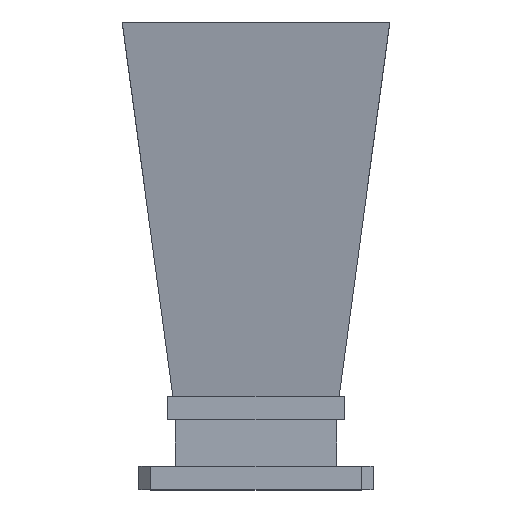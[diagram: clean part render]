
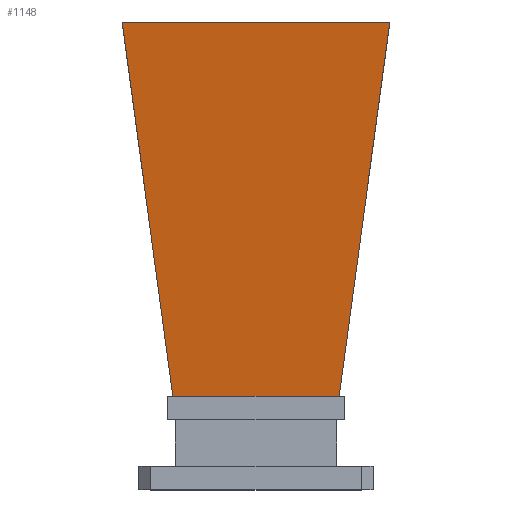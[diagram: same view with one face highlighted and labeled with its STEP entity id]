
A CAD part, top view. The second image highlights one B-rep face of the part: STEP entity #1148.
In plain terms, the highlighted planar face has unit normal (0, -0.143, 0.99).
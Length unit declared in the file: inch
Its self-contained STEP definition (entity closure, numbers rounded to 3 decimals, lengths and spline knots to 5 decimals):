
#46 = CARTESIAN_POINT ( 'NONE',  ( -0.95195, 0.72899, 0.53005 ) ) ;
#67 = LINE ( 'NONE', #46, #341 ) ;
#88 = VECTOR ( 'NONE', #974, 39.37008 ) ;
#145 = VERTEX_POINT ( 'NONE', #487 ) ;
#192 = CARTESIAN_POINT ( 'NONE',  ( 5.31147, 0.15, 0.44629 ) ) ;
#217 = EDGE_LOOP ( 'NONE', ( #908, #367, #764, #774 ) ) ;
#341 = VECTOR ( 'NONE', #592, 39.37008 ) ;
#367 = ORIENTED_EDGE ( 'NONE', *, *, #505, .T. ) ;
#448 = LINE ( 'NONE', #1557, #671 ) ;
#459 = LINE ( 'NONE', #1007, #1613 ) ;
#487 = CARTESIAN_POINT ( 'NONE',  ( -1.42709, 4.23329, 1.037 ) ) ;
#505 = EDGE_CURVE ( 'NONE', #145, #1612, #67, .T. ) ;
#528 = EDGE_CURVE ( 'NONE', #724, #1152, #459, .T. ) ;
#592 = DIRECTION ( 'NONE',  ( 0.133, -0.981, -0.142 ) ) ;
#665 = AXIS2_PLACEMENT_3D ( 'NONE', #192, #1407, #734 ) ;
#671 = VECTOR ( 'NONE', #995, 39.37008 ) ;
#724 = VERTEX_POINT ( 'NONE', #1672 ) ;
#734 = DIRECTION ( 'NONE',  ( 0., 0.99, 0.143 ) ) ;
#757 = EDGE_CURVE ( 'NONE', #724, #145, #448, .T. ) ;
#764 = ORIENTED_EDGE ( 'NONE', *, *, #1355, .F. ) ;
#774 = ORIENTED_EDGE ( 'NONE', *, *, #528, .F. ) ;
#811 = CARTESIAN_POINT ( 'NONE',  ( -0.887, 0.25, 0.46076 ) ) ;
#871 = FACE_OUTER_BOUND ( 'NONE', #217, .T. ) ;
#908 = ORIENTED_EDGE ( 'NONE', *, *, #757, .T. ) ;
#974 = DIRECTION ( 'NONE',  ( -1., 0., 0. ) ) ;
#995 = DIRECTION ( 'NONE',  ( -1., 0., 0. ) ) ;
#1007 = CARTESIAN_POINT ( 'NONE',  ( 0.95195, 0.72899, 0.53005 ) ) ;
#1145 = CARTESIAN_POINT ( 'NONE',  ( 0.887, 0.25, 0.46076 ) ) ;
#1148 = ADVANCED_FACE ( 'NONE', ( #871 ), #1399, .F. ) ;
#1152 = VERTEX_POINT ( 'NONE', #1145 ) ;
#1232 = LINE ( 'NONE', #1641, #88 ) ;
#1355 = EDGE_CURVE ( 'NONE', #1152, #1612, #1232, .T. ) ;
#1399 = PLANE ( 'NONE',  #665 ) ;
#1407 = DIRECTION ( 'NONE',  ( 0., 0.143, -0.99 ) ) ;
#1530 = DIRECTION ( 'NONE',  ( -0.133, -0.981, -0.142 ) ) ;
#1557 = CARTESIAN_POINT ( 'NONE',  ( 5.31147, 4.23329, 1.037 ) ) ;
#1612 = VERTEX_POINT ( 'NONE', #811 ) ;
#1613 = VECTOR ( 'NONE', #1530, 39.37008 ) ;
#1641 = CARTESIAN_POINT ( 'NONE',  ( 1.81139, 0.25, 0.46076 ) ) ;
#1672 = CARTESIAN_POINT ( 'NONE',  ( 1.42709, 4.23329, 1.037 ) ) ;
